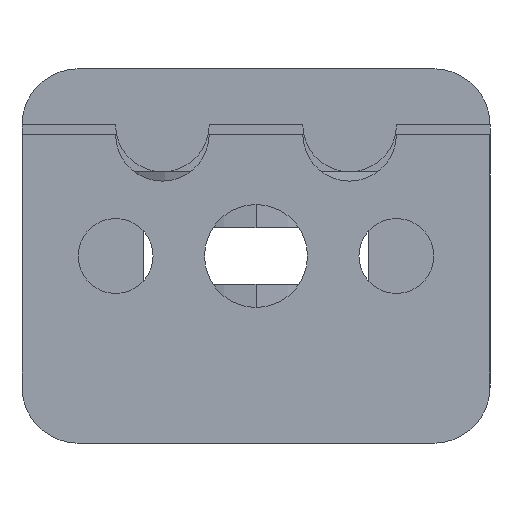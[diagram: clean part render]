
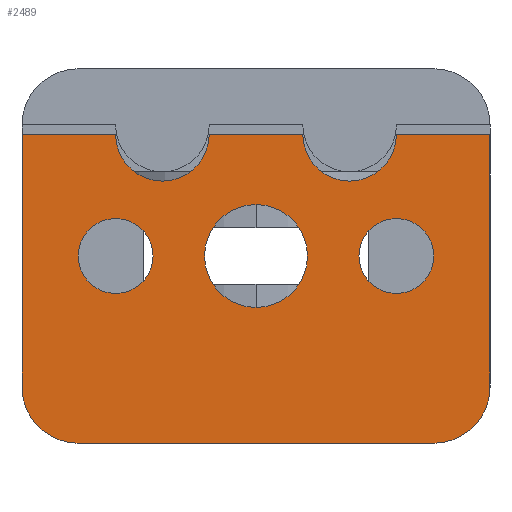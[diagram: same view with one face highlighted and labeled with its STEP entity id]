
A CAD part, left-side view. The second image highlights one B-rep face of the part: STEP entity #2489.
In plain terms, the highlighted planar face has unit normal (-1, 0, 0).
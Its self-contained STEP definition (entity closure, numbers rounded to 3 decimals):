
#12 = VERTEX_POINT ( 'NONE', #2274 ) ;
#80 = EDGE_LOOP ( 'NONE', ( #177, #178 ) ) ;
#82 = EDGE_LOOP ( 'NONE', ( #179, #180, #181, #182, #183, #184, #185, #186, #187, #188 ) ) ;
#83 = EDGE_LOOP ( 'NONE', ( #175, #176 ) ) ;
#84 = EDGE_LOOP ( 'NONE', ( #173, #174 ) ) ;
#173 = ORIENTED_EDGE ( 'NONE', *, *, #339, .F. ) ;
#174 = ORIENTED_EDGE ( 'NONE', *, *, #2549, .F. ) ;
#175 = ORIENTED_EDGE ( 'NONE', *, *, #340, .F. ) ;
#176 = ORIENTED_EDGE ( 'NONE', *, *, #347, .F. ) ;
#177 = ORIENTED_EDGE ( 'NONE', *, *, #341, .F. ) ;
#178 = ORIENTED_EDGE ( 'NONE', *, *, #351, .F. ) ;
#179 = ORIENTED_EDGE ( 'NONE', *, *, #342, .F. ) ;
#180 = ORIENTED_EDGE ( 'NONE', *, *, #343, .F. ) ;
#181 = ORIENTED_EDGE ( 'NONE', *, *, #368, .F. ) ;
#182 = ORIENTED_EDGE ( 'NONE', *, *, #2551, .F. ) ;
#183 = ORIENTED_EDGE ( 'NONE', *, *, #372, .F. ) ;
#184 = ORIENTED_EDGE ( 'NONE', *, *, #2552, .F. ) ;
#185 = ORIENTED_EDGE ( 'NONE', *, *, #2553, .T. ) ;
#186 = ORIENTED_EDGE ( 'NONE', *, *, #2554, .F. ) ;
#187 = ORIENTED_EDGE ( 'NONE', *, *, #2555, .T. ) ;
#188 = ORIENTED_EDGE ( 'NONE', *, *, #335, .T. ) ;
#335 = EDGE_CURVE ( 'NONE', #2242, #2211, #890, .T. ) ;
#339 = EDGE_CURVE ( 'NONE', #2194, #2206, #898, .T. ) ;
#340 = EDGE_CURVE ( 'NONE', #12, #2238, #892, .T. ) ;
#341 = EDGE_CURVE ( 'NONE', #2244, #2200, #900, .T. ) ;
#342 = EDGE_CURVE ( 'NONE', #2182, #2211, #901, .T. ) ;
#343 = EDGE_CURVE ( 'NONE', #2202, #2182, #902, .T. ) ;
#347 = EDGE_CURVE ( 'NONE', #2238, #12, #909, .T. ) ;
#351 = EDGE_CURVE ( 'NONE', #2200, #2244, #915, .T. ) ;
#368 = EDGE_CURVE ( 'NONE', #2230, #2202, #938, .T. ) ;
#372 = EDGE_CURVE ( 'NONE', #2222, #2227, #948, .T. ) ;
#756 = AXIS2_PLACEMENT_3D ( 'NONE', #2427, #2428, #2429 ) ;
#757 = AXIS2_PLACEMENT_3D ( 'NONE', #2430, #2431, #2432 ) ;
#758 = AXIS2_PLACEMENT_3D ( 'NONE', #2434, #2435, #2436 ) ;
#759 = AXIS2_PLACEMENT_3D ( 'NONE', #2440, #2441, #2442 ) ;
#761 = AXIS2_PLACEMENT_3D ( 'NONE', #2450, #2451, #2452 ) ;
#763 = AXIS2_PLACEMENT_3D ( 'NONE', #2459, #2460, #2461 ) ;
#890 = LINE ( 'NONE', #2419, #893 ) ;
#892 = CIRCLE ( 'NONE', #757, 2. ) ;
#893 = VECTOR ( 'NONE', #2421, 1000. ) ;
#898 = CIRCLE ( 'NONE', #756, 2. ) ;
#900 = CIRCLE ( 'NONE', #758, 2.75 ) ;
#901 = LINE ( 'NONE', #2433, #904 ) ;
#902 = CIRCLE ( 'NONE', #759, 2.5 ) ;
#904 = VECTOR ( 'NONE', #2420, 1000. ) ;
#909 = CIRCLE ( 'NONE', #761, 2. ) ;
#915 = CIRCLE ( 'NONE', #763, 2.75 ) ;
#938 = LINE ( 'NONE', #1125, #943 ) ;
#943 = VECTOR ( 'NONE', #1131, 1000. ) ;
#948 = LINE ( 'NONE', #1137, #951 ) ;
#951 = VECTOR ( 'NONE', #1138, 1000. ) ;
#1125 = CARTESIAN_POINT ( 'NONE',  ( 0., 46.932, 2. ) ) ;
#1131 = DIRECTION ( 'NONE',  ( 0., -1., 0. ) ) ;
#1137 = CARTESIAN_POINT ( 'NONE',  ( 0., 46.932, 2. ) ) ;
#1138 = DIRECTION ( 'NONE',  ( 0., -1., 0. ) ) ;
#1317 = CARTESIAN_POINT ( 'NONE',  ( 0., 22., -14.5 ) ) ;
#1333 = CARTESIAN_POINT ( 'NONE',  ( 0., 5., 2. ) ) ;
#1344 = CARTESIAN_POINT ( 'NONE',  ( 0., 20., -6.5 ) ) ;
#1349 = CARTESIAN_POINT ( 'NONE',  ( 0., 12.5, -1.75 ) ) ;
#1351 = CARTESIAN_POINT ( 'NONE',  ( 0., 10., 2. ) ) ;
#1354 = CARTESIAN_POINT ( 'NONE',  ( 0., 20., -2.5 ) ) ;
#1358 = CARTESIAN_POINT ( 'NONE',  ( 0., 0., 2. ) ) ;
#1363 = CARTESIAN_POINT ( 'NONE',  ( 0., 25., -11.5 ) ) ;
#1369 = CARTESIAN_POINT ( 'NONE',  ( 0., 25., 2. ) ) ;
#1374 = CARTESIAN_POINT ( 'NONE',  ( 0., 20., 2. ) ) ;
#1377 = CARTESIAN_POINT ( 'NONE',  ( 0., 15., 2. ) ) ;
#1383 = CARTESIAN_POINT ( 'NONE',  ( 0., 5., -2.5 ) ) ;
#1387 = CARTESIAN_POINT ( 'NONE',  ( 0., 0., -11.5 ) ) ;
#1388 = CARTESIAN_POINT ( 'NONE',  ( 0., 3., -14.5 ) ) ;
#1389 = CARTESIAN_POINT ( 'NONE',  ( 0., 12.5, -7.25 ) ) ;
#1517 = CARTESIAN_POINT ( 'NONE',  ( 0., 0., -14.5 ) ) ;
#1518 = DIRECTION ( 'NONE',  ( 1., 0., 0. ) ) ;
#1521 = PLANE ( 'NONE',  #1827 ) ;
#1524 = DIRECTION ( 'NONE',  ( 0., 0., 1. ) ) ;
#1633 = FACE_BOUND ( 'NONE', #80, .T. ) ;
#1639 = FACE_BOUND ( 'NONE', #84, .T. ) ;
#1640 = FACE_OUTER_BOUND ( 'NONE', #82, .T. ) ;
#1641 = FACE_BOUND ( 'NONE', #83, .T. ) ;
#1735 = CIRCLE ( 'NONE', #1889, 2. ) ;
#1738 = CIRCLE ( 'NONE', #1890, 2.5 ) ;
#1740 = LINE ( 'NONE', #2051, #1742 ) ;
#1741 = CIRCLE ( 'NONE', #1891, 3. ) ;
#1742 = VECTOR ( 'NONE', #2052, 1000. ) ;
#1743 = LINE ( 'NONE', #2056, #1745 ) ;
#1744 = CIRCLE ( 'NONE', #1892, 3. ) ;
#1745 = VECTOR ( 'NONE', #2057, 1000. ) ;
#1827 = AXIS2_PLACEMENT_3D ( 'NONE', #1517, #1518, #1524 ) ;
#1889 = AXIS2_PLACEMENT_3D ( 'NONE', #2053, #2054, #2055 ) ;
#1890 = AXIS2_PLACEMENT_3D ( 'NONE', #2058, #2059, #2060 ) ;
#1891 = AXIS2_PLACEMENT_3D ( 'NONE', #2063, #2064, #2065 ) ;
#1892 = AXIS2_PLACEMENT_3D ( 'NONE', #2068, #2069, #2070 ) ;
#2051 = CARTESIAN_POINT ( 'NONE',  ( 0., 25., -14.5 ) ) ;
#2052 = DIRECTION ( 'NONE',  ( 0., 0., 1. ) ) ;
#2053 = CARTESIAN_POINT ( 'NONE',  ( 0., 20., -4.5 ) ) ;
#2054 = DIRECTION ( 'NONE',  ( -1., 0., 0. ) ) ;
#2055 = DIRECTION ( 'NONE',  ( 0., 0., 1. ) ) ;
#2056 = CARTESIAN_POINT ( 'NONE',  ( 0., 0., -14.5 ) ) ;
#2057 = DIRECTION ( 'NONE',  ( 0., 1., 0. ) ) ;
#2058 = CARTESIAN_POINT ( 'NONE',  ( 0., 17.5, 2. ) ) ;
#2059 = DIRECTION ( 'NONE',  ( -1., 0., 0. ) ) ;
#2060 = DIRECTION ( 'NONE',  ( 0., -1., 0. ) ) ;
#2063 = CARTESIAN_POINT ( 'NONE',  ( 0., 22., -11.5 ) ) ;
#2064 = DIRECTION ( 'NONE',  ( -1., 0., 0. ) ) ;
#2065 = DIRECTION ( 'NONE',  ( 0., 0., 1. ) ) ;
#2068 = CARTESIAN_POINT ( 'NONE',  ( 0., 3., -11.5 ) ) ;
#2069 = DIRECTION ( 'NONE',  ( -1., 0., 0. ) ) ;
#2070 = DIRECTION ( 'NONE',  ( 0., 0., 1. ) ) ;
#2182 = VERTEX_POINT ( 'NONE', #1333 ) ;
#2183 = VERTEX_POINT ( 'NONE', #1317 ) ;
#2194 = VERTEX_POINT ( 'NONE', #1344 ) ;
#2200 = VERTEX_POINT ( 'NONE', #1349 ) ;
#2202 = VERTEX_POINT ( 'NONE', #1351 ) ;
#2206 = VERTEX_POINT ( 'NONE', #1354 ) ;
#2211 = VERTEX_POINT ( 'NONE', #1358 ) ;
#2216 = VERTEX_POINT ( 'NONE', #1363 ) ;
#2222 = VERTEX_POINT ( 'NONE', #1369 ) ;
#2227 = VERTEX_POINT ( 'NONE', #1374 ) ;
#2230 = VERTEX_POINT ( 'NONE', #1377 ) ;
#2238 = VERTEX_POINT ( 'NONE', #1383 ) ;
#2242 = VERTEX_POINT ( 'NONE', #1387 ) ;
#2243 = VERTEX_POINT ( 'NONE', #1388 ) ;
#2244 = VERTEX_POINT ( 'NONE', #1389 ) ;
#2274 = CARTESIAN_POINT ( 'NONE',  ( 0., 5., -6.5 ) ) ;
#2419 = CARTESIAN_POINT ( 'NONE',  ( 0., 0., -14.5 ) ) ;
#2420 = DIRECTION ( 'NONE',  ( 0., -1., 0. ) ) ;
#2421 = DIRECTION ( 'NONE',  ( 0., 0., 1. ) ) ;
#2427 = CARTESIAN_POINT ( 'NONE',  ( 0., 20., -4.5 ) ) ;
#2428 = DIRECTION ( 'NONE',  ( -1., 0., 0. ) ) ;
#2429 = DIRECTION ( 'NONE',  ( 0., 0., 1. ) ) ;
#2430 = CARTESIAN_POINT ( 'NONE',  ( 0., 5., -4.5 ) ) ;
#2431 = DIRECTION ( 'NONE',  ( -1., 0., 0. ) ) ;
#2432 = DIRECTION ( 'NONE',  ( 0., 0., -1. ) ) ;
#2433 = CARTESIAN_POINT ( 'NONE',  ( 0., 46.932, 2. ) ) ;
#2434 = CARTESIAN_POINT ( 'NONE',  ( 0., 12.5, -4.5 ) ) ;
#2435 = DIRECTION ( 'NONE',  ( -1., 0., 0. ) ) ;
#2436 = DIRECTION ( 'NONE',  ( 0., 1., 0. ) ) ;
#2440 = CARTESIAN_POINT ( 'NONE',  ( 0., 7.5, 2. ) ) ;
#2441 = DIRECTION ( 'NONE',  ( -1., 0., 0. ) ) ;
#2442 = DIRECTION ( 'NONE',  ( 0., 1., 0. ) ) ;
#2450 = CARTESIAN_POINT ( 'NONE',  ( 0., 5., -4.5 ) ) ;
#2451 = DIRECTION ( 'NONE',  ( -1., 0., 0. ) ) ;
#2452 = DIRECTION ( 'NONE',  ( 0., 0., -1. ) ) ;
#2459 = CARTESIAN_POINT ( 'NONE',  ( 0., 12.5, -4.5 ) ) ;
#2460 = DIRECTION ( 'NONE',  ( -1., 0., 0. ) ) ;
#2461 = DIRECTION ( 'NONE',  ( 0., 1., 0. ) ) ;
#2489 = ADVANCED_FACE ( 'NONE', ( #1639, #1641, #1633, #1640 ), #1521, .F. ) ;
#2549 = EDGE_CURVE ( 'NONE', #2206, #2194, #1735, .T. ) ;
#2551 = EDGE_CURVE ( 'NONE', #2227, #2230, #1738, .T. ) ;
#2552 = EDGE_CURVE ( 'NONE', #2216, #2222, #1740, .T. ) ;
#2553 = EDGE_CURVE ( 'NONE', #2216, #2183, #1741, .T. ) ;
#2554 = EDGE_CURVE ( 'NONE', #2243, #2183, #1743, .T. ) ;
#2555 = EDGE_CURVE ( 'NONE', #2243, #2242, #1744, .T. ) ;
